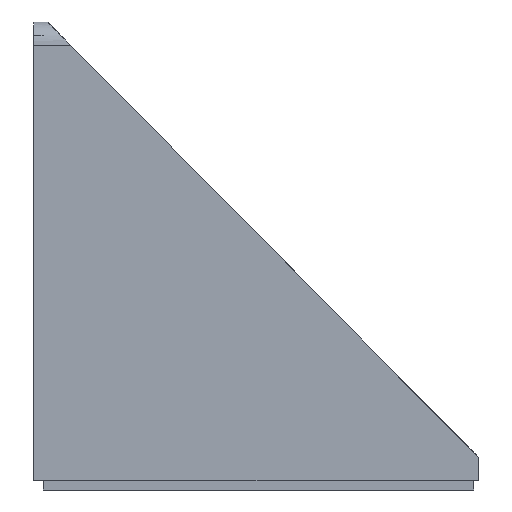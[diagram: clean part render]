
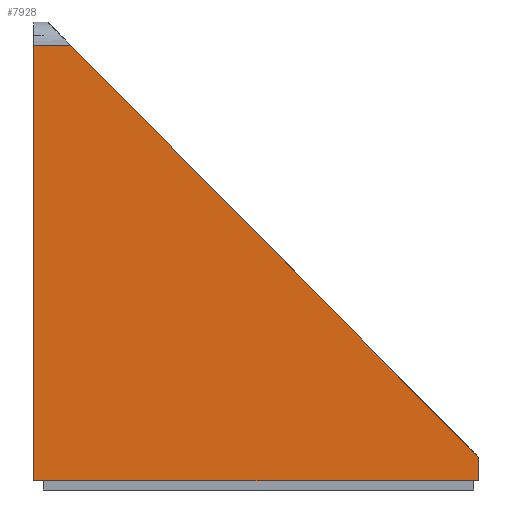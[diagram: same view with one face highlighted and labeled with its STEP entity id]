
A CAD part, left-side view. The second image highlights one B-rep face of the part: STEP entity #7928.
In plain terms, the highlighted planar face has unit normal (-1, 0, 0).
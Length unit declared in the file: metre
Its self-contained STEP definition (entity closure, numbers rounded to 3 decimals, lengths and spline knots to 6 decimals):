
#1292=ORIENTED_EDGE('',*,*,#3504,.T.);
#1293=ORIENTED_EDGE('',*,*,#3756,.T.);
#1294=ORIENTED_EDGE('',*,*,#3757,.T.);
#1295=ORIENTED_EDGE('',*,*,#3758,.F.);
#1296=ORIENTED_EDGE('',*,*,#3759,.T.);
#3504=EDGE_CURVE('',#4745,#4744,#5461,.T.);
#3756=EDGE_CURVE('',#4744,#4981,#5563,.T.);
#3757=EDGE_CURVE('',#4981,#4982,#5564,.T.);
#3758=EDGE_CURVE('',#4983,#4982,#5565,.T.);
#3759=EDGE_CURVE('',#4983,#4745,#5566,.T.);
#4744=VERTEX_POINT('',#10332);
#4745=VERTEX_POINT('',#10334);
#4981=VERTEX_POINT('',#11120);
#4982=VERTEX_POINT('',#11122);
#4983=VERTEX_POINT('',#11124);
#5461=LINE('',#10333,#6181);
#5563=LINE('',#11119,#6283);
#5564=LINE('',#11121,#6284);
#5565=LINE('',#11123,#6285);
#5566=LINE('',#11125,#6286);
#6181=VECTOR('',#8683,1.);
#6283=VECTOR('',#8823,1.);
#6284=VECTOR('',#8824,1.);
#6285=VECTOR('',#8825,1.);
#6286=VECTOR('',#8826,1.);
#6846=EDGE_LOOP('',(#1292,#1293,#1294,#1295,#1296));
#7310=FACE_BOUND('',#6846,.T.);
#7750=PLANE('',#8389);
#7928=ADVANCED_FACE('',(#7310),#7750,.T.);
#8389=AXIS2_PLACEMENT_3D('',#11118,#8821,#8822);
#8683=DIRECTION('',(0.,0.703,0.711));
#8821=DIRECTION('',(-1.,0.,0.));
#8822=DIRECTION('',(0.,0.,1.));
#8823=DIRECTION('',(0.,1.,0.));
#8824=DIRECTION('',(0.,0.,-1.));
#8825=DIRECTION('',(0.,1.,0.));
#8826=DIRECTION('',(0.,0.,1.));
#10332=CARTESIAN_POINT('',(-0.065,0.039554,0.095));
#10333=CARTESIAN_POINT('',(-0.065,-0.0015,0.0535));
#10334=CARTESIAN_POINT('',(-0.065,-0.0475,0.007));
#11118=CARTESIAN_POINT('',(-0.065,0.,0.1));
#11119=CARTESIAN_POINT('',(-0.065,0.,0.095));
#11120=CARTESIAN_POINT('',(-0.065,0.0475,0.095));
#11121=CARTESIAN_POINT('',(-0.065,0.0475,0.1));
#11122=CARTESIAN_POINT('',(-0.065,0.0475,0.002));
#11123=CARTESIAN_POINT('',(-0.065,0.,0.002));
#11124=CARTESIAN_POINT('',(-0.065,-0.0475,0.002));
#11125=CARTESIAN_POINT('',(-0.065,-0.0475,0.002));
